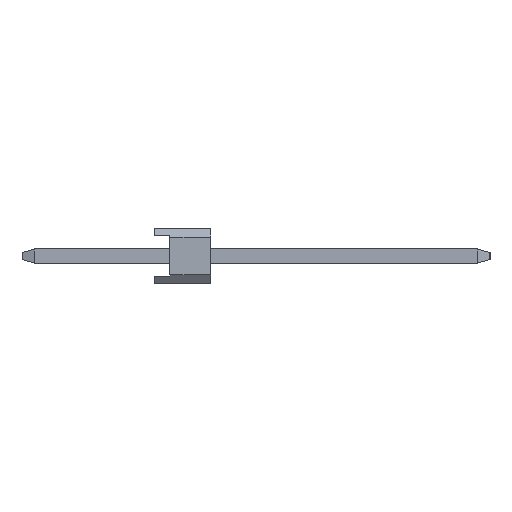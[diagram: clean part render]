
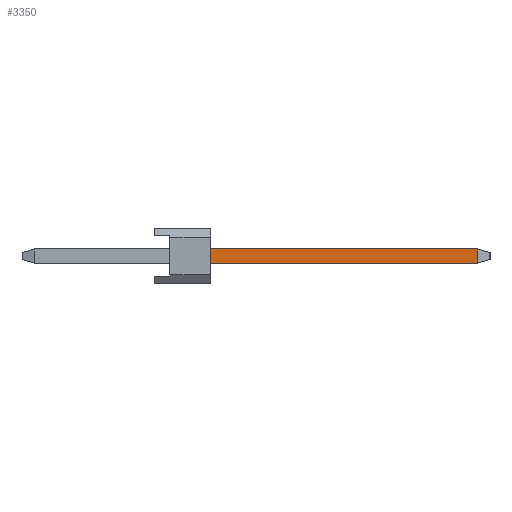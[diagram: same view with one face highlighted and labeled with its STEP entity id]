
A CAD part, left-side view. The second image highlights one B-rep face of the part: STEP entity #3350.
In plain terms, the highlighted planar face has unit normal (-1, 0, 0).
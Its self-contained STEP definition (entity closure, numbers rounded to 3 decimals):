
#2024=EDGE_CURVE('',#2378,#4094,#5438,.T.);
#2378=VERTEX_POINT('',#5825);
#2842=EDGE_CURVE('',#3788,#2378,#6328,.T.);
#3330=VERTEX_POINT('',#6861);
#3350=ADVANCED_FACE('',(#6883),#6884,.T.);
#3788=VERTEX_POINT('',#7362);
#4094=VERTEX_POINT('',#7710);
#4818=EDGE_CURVE('',#4094,#3330,#8525,.T.);
#4870=EDGE_CURVE('',#3330,#3788,#8584,.T.);
#5438=LINE('',#9320,#9321);
#5825=CARTESIAN_POINT('',(-13.02,-14.594,0.32));
#6328=LINE('',#10608,#10609);
#6861=CARTESIAN_POINT('',(-13.02,-2.54,-0.32));
#6883=FACE_OUTER_BOUND('',#11428,.T.);
#6884=PLANE('',#11429);
#7362=CARTESIAN_POINT('',(-13.02,-2.54,0.32));
#7710=CARTESIAN_POINT('',(-13.02,-14.594,-0.32));
#8525=LINE('',#13785,#13786);
#8584=LINE('',#13872,#13873);
#9320=CARTESIAN_POINT('',(-13.02,-14.594,0.5));
#9321=VECTOR('',#14513,1.0);
#10608=CARTESIAN_POINT('',(-13.02,-4.59,0.32));
#10609=VECTOR('',#15306,1.0);
#11428=EDGE_LOOP('',(#15840,#15841,#15842,#15843));
#11429=AXIS2_PLACEMENT_3D('',#15844,#15845,#15846);
#13785=CARTESIAN_POINT('',(-13.02,5.414,-0.32));
#13786=VECTOR('',#17700,1.0);
#13872=CARTESIAN_POINT('',(-13.02,-2.54,0.252));
#13873=VECTOR('',#17774,1.0);
#14513=DIRECTION('',(0.0,0.,-1.0));
#15306=DIRECTION('',(0.,-1.0,0.));
#15840=ORIENTED_EDGE('',*,*,#4870,.F.);
#15841=ORIENTED_EDGE('',*,*,#4818,.F.);
#15842=ORIENTED_EDGE('',*,*,#2024,.F.);
#15843=ORIENTED_EDGE('',*,*,#2842,.F.);
#15844=CARTESIAN_POINT('',(-13.02,5.414,0.5));
#15845=DIRECTION('',(-1.0,0.,0.));
#15846=DIRECTION('',(0.,1.0,0.));
#17700=DIRECTION('',(0.,1.0,0.));
#17774=DIRECTION('',(0.,0.,1.0));
